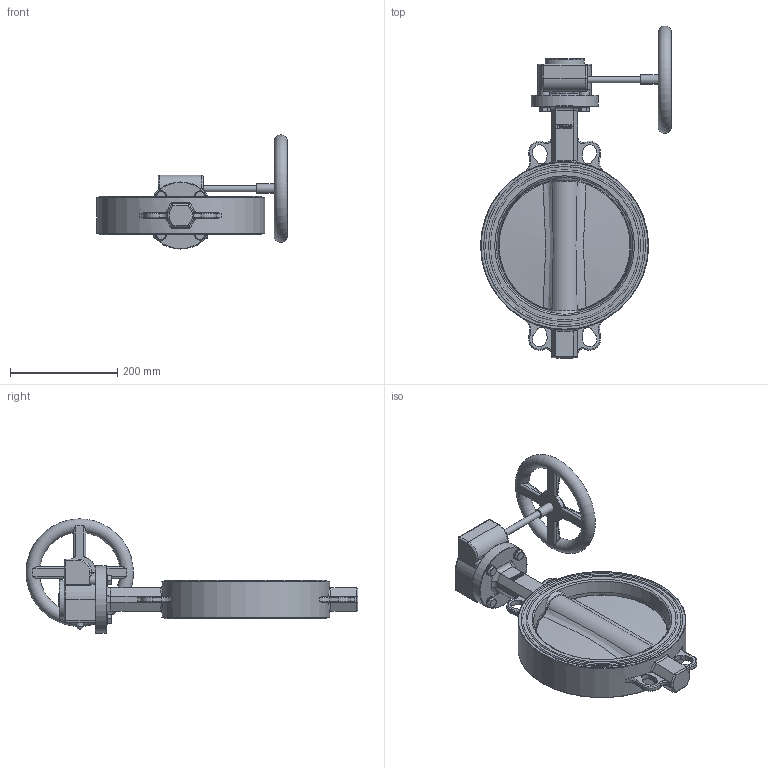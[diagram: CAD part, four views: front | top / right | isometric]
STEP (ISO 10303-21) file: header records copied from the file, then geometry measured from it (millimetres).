
FILE_DESCRIPTION(/* description */ ('Unknown'),/* implementation_level */ '2;1');
FILE_NAME(/* name */ '5100-16_WAFER_DN250_Getriebe',/* time_stamp */ '2020-11-17T08:52:26+01:00',/* author */ ('Unknown'),/* organization */ ('Unknown'),/* preprocessor_version */ 'ST-DEVELOPER v16.7',/* originating_system */ 'Solid Edge',/* authorisation */ 'Unknown');
FILE_SCHEMA (('AUTOMOTIVE_DESIGN {1 0 10303 214 3 1 1}'));
Length unit declared in the file: millimetre
Products named in the file (11): WAFER_DN250_Getriebe; Schneckenradgetriebe DN200-DN250; WAFER-DN250; DN250概极; seat; disc; shaft1; shaft2; bushing1; DIN126-M10; DIN 933 M10x20 A2-70 BLK_EDST
Assembly tree (17 placements, depth 3):
  WAFER_DN250_Getriebe
    Schneckenradgetriebe DN200-DN250
    WAFER-DN250
      DN250概极
      seat
      disc
      shaft1
      shaft2
      bushing1  x2
    DIN126-M10  x4
    DIN 933 M10x20 A2-70 BLK_EDST  x4
Bounding box: 355.5 x 617.96 x 212.46 mm (x, y, z)
Volume: 4428025.6 mm3; surface area: 813677.7 mm2
Topology: 16 solids, 16 shells, 869 faces, 2197 edges, 1413 vertices
Faces by surface type: plane 395, cylinder 191, bspline 161, torus 86, cone 30, sphere 6
Full cylindrical faces by diameter (mm): 6.647 x4, 6.8 x1, 8.376 x4, 10 x4, 11 x4, 12 x5, 13 x2, 17 x4, 17.5 x1, 20 x5, 25 x1, 28.45 x5, 28.68 x1, 28.7 x2, 34.9 x2, 35 x2, 40 x2, 43 x1, 59 x1, 71 x1, 73 x1, 125 x1, 261.8 x4, 287 x4, 301 x2, 301.5 x2, 313 x1
Entity records: 31230 total; most frequent: CARTESIAN_POINT 13011, ORIENTED_EDGE 3832, DIRECTION 3203, EDGE_CURVE 1916, VERTEX_POINT 1290, AXIS2_PLACEMENT_3D 1180, FACE_BOUND 980, EDGE_LOOP 978
